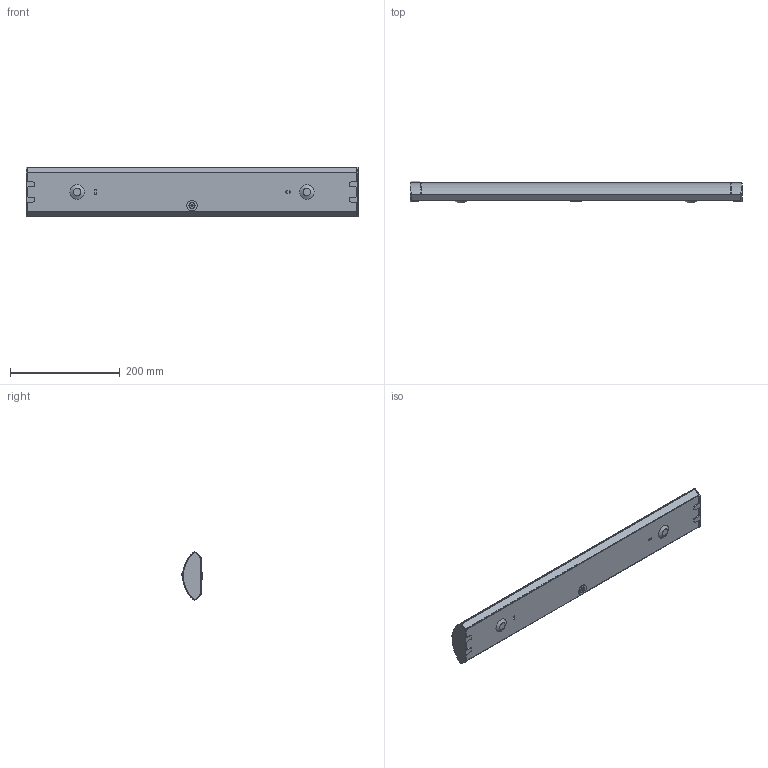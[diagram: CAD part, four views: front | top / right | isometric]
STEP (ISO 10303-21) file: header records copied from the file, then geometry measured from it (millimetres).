
FILE_DESCRIPTION (( 'STEP AP203' ), '1' );
FILE_NAME ('LLPO0-2010-1-13-K01 Ñâåòèëüíèê ËÏÎ2010 13Âò 230Â T5_G5 ÈÝÊ.STEP', '2017-06-29T11:08:45', ( '' ), ( '' ), 'SwSTEP 2.0', 'SolidWorks 2014', '' );
FILE_SCHEMA (( 'CONFIG_CONTROL_DESIGN' ));
Length unit declared in the file: millimetre
Products named in the file (1): LLPO0-2010-1-13-K01 Ñâåòèëüíèê ËÏÎ2010 13Âò 230Â T5_G5 ÈÝÊ
Bounding box: 604 x 39.44 x 90.06 mm (x, y, z)
Volume: 152357.5 mm3; surface area: 289864.6 mm2
Topology: 1 solids, 1 shells, 117 faces, 302 edges, 196 vertices
Faces by surface type: plane 65, cylinder 44, torus 6, cone 2
Full cylindrical faces by diameter (mm): 4.2 x1, 11 x2, 19 x1
Entity records: 3625 total; most frequent: CARTESIAN_POINT 666, DIRECTION 608, ORIENTED_EDGE 588, EDGE_CURVE 294, AXIS2_PLACEMENT_3D 208, VERTEX_POINT 194, VECTOR 192, LINE 192
